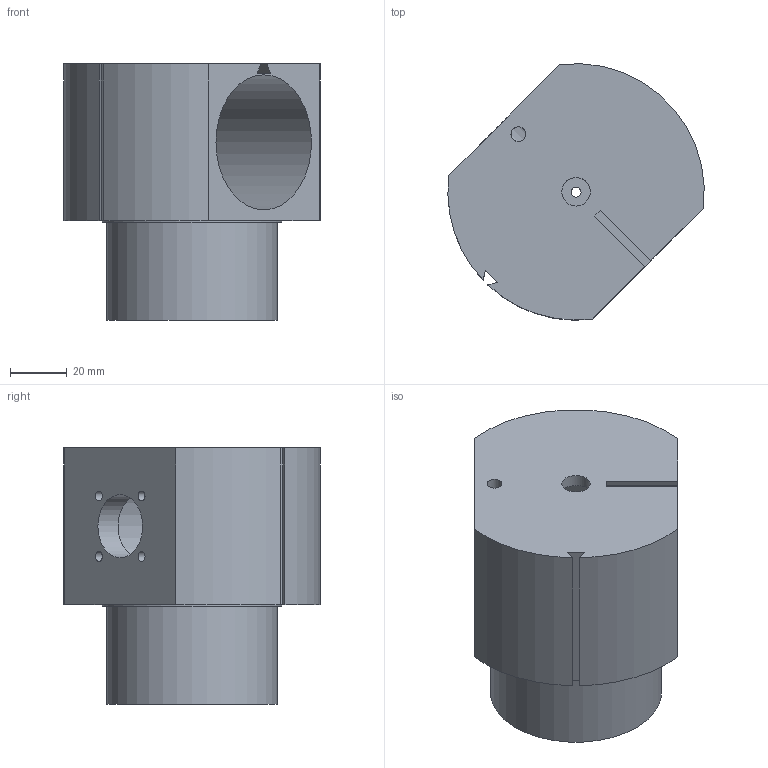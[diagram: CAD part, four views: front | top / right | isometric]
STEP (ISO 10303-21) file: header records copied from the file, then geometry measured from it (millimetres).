
FILE_DESCRIPTION(/* description */ (''),/* implementation_level */ '2;1');
FILE_NAME(/* name */ 'joint3_4_inner.step',/* time_stamp */ '2025-12-08T19:17:43+01:00',/* author */ (''),/* organization */ (''),/* preprocessor_version */ 'ST-DEVELOPER v20.1',/* originating_system */ 'Autodesk Translation Framework v14.21.0.0',/* authorisation */ '');
FILE_SCHEMA (('AUTOMOTIVE_DESIGN { 1 0 10303 214 3 1 1 }'));
Length unit declared in the file: millimetre
Products named in the file (1): FusionComponent
Bounding box: 89.96 x 89.96 x 89.9 mm (x, y, z)
Volume: 281253 mm3; surface area: 46672.1 mm2
Topology: 1 solids, 1 shells, 841 faces, 2170 edges, 1341 vertices
Faces by surface type: bspline 800, plane 21, cylinder 20
Full cylindrical faces by diameter (mm): 3.4 x4, 3.5 x1, 5.2 x1, 6 x4, 10 x1, 10.2 x1, 22.2 x1, 44 x1, 47.4 x1, 59.9 x1, 62.9 x1
Entity records: 36098 total; most frequent: CARTESIAN_POINT 20373, ORIENTED_EDGE 4340, EDGE_CURVE 2170, VERTEX_POINT 1341, DIRECTION 1165, B_SPLINE_CURVE_WITH_KNOTS 1126, LINE 1007, VECTOR 1007
